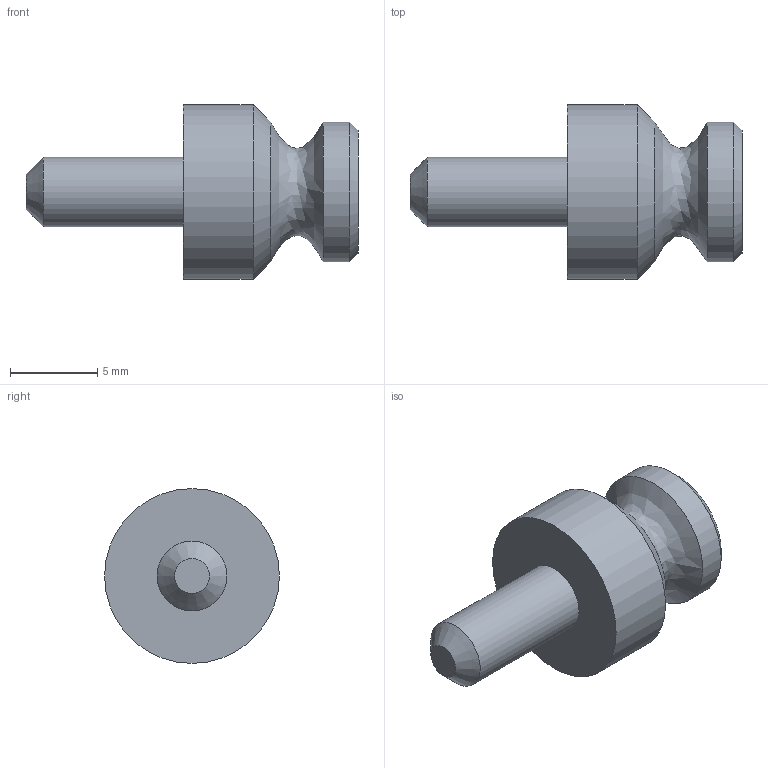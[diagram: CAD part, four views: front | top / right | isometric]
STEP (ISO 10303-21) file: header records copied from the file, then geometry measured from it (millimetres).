
FILE_DESCRIPTION(/* description */ (''),/* implementation_level */ '2;1');
FILE_NAME(/* name */ 'knob.stp',/* time_stamp */ '2023-09-10T23:26:35+08:00',/* author */ ('nicx5'),/* organization */ (''),/* preprocessor_version */ 'ST-DEVELOPER v19.2',/* originating_system */ 'Autodesk Inventor 2024',/* authorisation */ '');
FILE_SCHEMA (('AUTOMOTIVE_DESIGN { 1 0 10303 214 3 1 1 }'));
Length unit declared in the file: millimetre
Products named in the file (1): knob
Bounding box: 19 x 10 x 10 mm (x, y, z)
Volume: 634.7 mm3; surface area: 570.1 mm2
Topology: 1 solids, 1 shells, 29 faces, 63 edges, 38 vertices
Faces by surface type: plane 22, cone 3, cylinder 3, bspline 1
Full cylindrical faces by diameter (mm): 4 x1, 8 x1, 10 x1
Entity records: 859 total; most frequent: CARTESIAN_POINT 177, DIRECTION 134, ORIENTED_EDGE 126, EDGE_CURVE 63, LINE 48, VECTOR 48, AXIS2_PLACEMENT_3D 43, VERTEX_POINT 38
